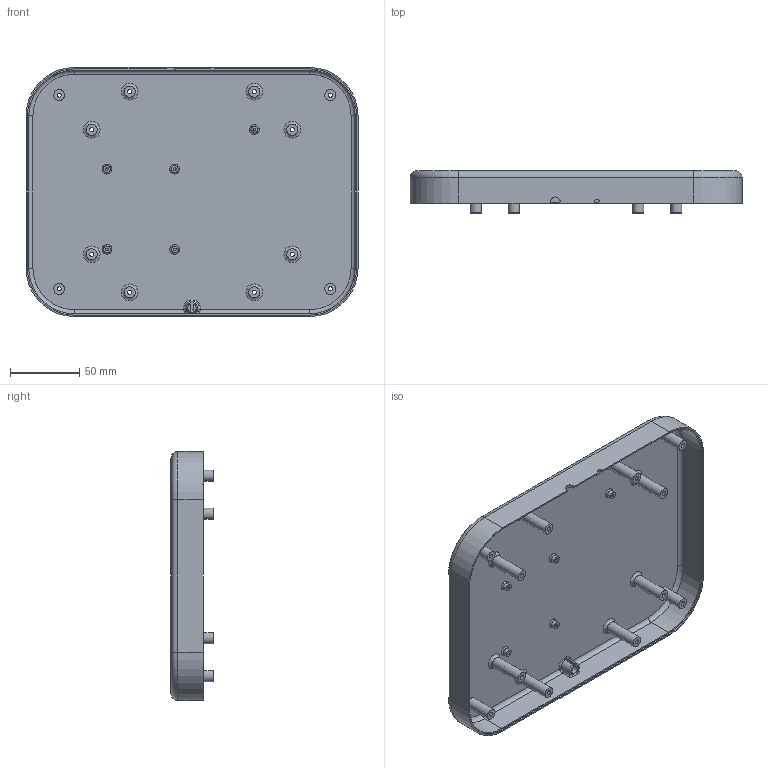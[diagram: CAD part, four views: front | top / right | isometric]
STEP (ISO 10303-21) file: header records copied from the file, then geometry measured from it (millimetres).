
FILE_DESCRIPTION(/* description */ (''),/* implementation_level */ '2;1');
FILE_NAME(/* name */ 'case v7 - body2.step',/* time_stamp */ '2024-06-11T16:19:54+02:00',/* author */ (''),/* organization */ (''),/* preprocessor_version */ 'ST-DEVELOPER v20',/* originating_system */ 'Autodesk Translation Framework v13.14.0.145',/* authorisation */ '');
FILE_SCHEMA (('AUTOMOTIVE_DESIGN { 1 0 10303 214 3 1 1 }'));
Length unit declared in the file: millimetre
Products named in the file (1): case
Bounding box: 240 x 30.5 x 180 mm (x, y, z)
Volume: 124800.5 mm3; surface area: 129294.7 mm2
Topology: 1 solids, 1 shells, 169 faces, 370 edges, 237 vertices
Faces by surface type: cylinder 76, plane 64, torus 25, bspline 4
Full cylindrical faces by diameter (mm): 2 x5, 3 x4, 3.2 x8, 5 x5, 6 x12, 8 x12
Entity records: 4981 total; most frequent: CARTESIAN_POINT 1018, DIRECTION 894, ORIENTED_EDGE 740, AXIS2_PLACEMENT_3D 371, EDGE_CURVE 370, VERTEX_POINT 237, EDGE_LOOP 227, CIRCLE 205
